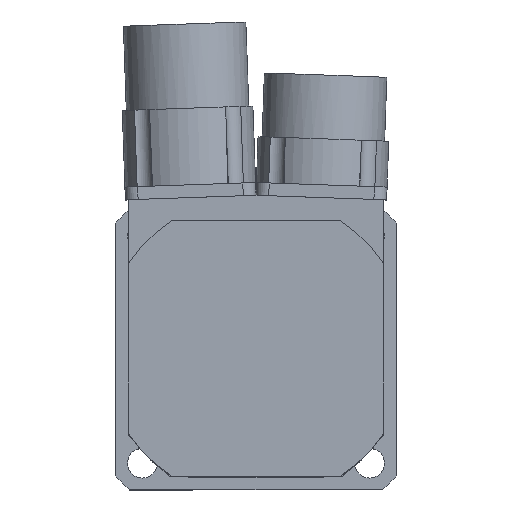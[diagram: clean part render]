
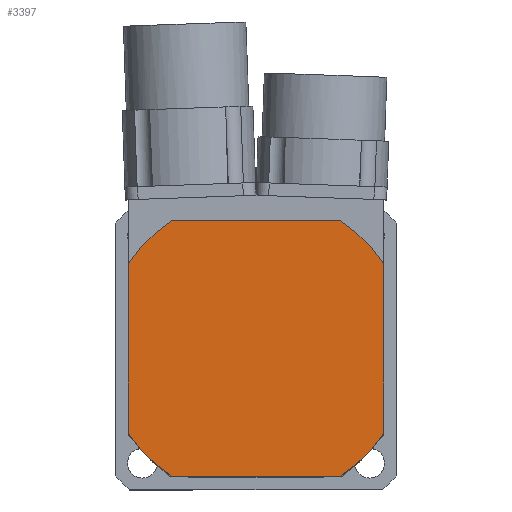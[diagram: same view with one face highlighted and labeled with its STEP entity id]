
A CAD part, top view. The second image highlights one B-rep face of the part: STEP entity #3397.
In plain terms, the highlighted planar face has unit normal (0, 0, 1).
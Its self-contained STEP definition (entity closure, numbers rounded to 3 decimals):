
#2194=CARTESIAN_POINT('',(-25.,-16.583,4.5));
#2195=VERTEX_POINT('',#2194);
#2202=CARTESIAN_POINT('',(-25.,16.583,4.5));
#2203=VERTEX_POINT('',#2202);
#2204=CARTESIAN_POINT('',(-25.,-16.583,4.5));
#2205=DIRECTION('',(0.0,1.0,0.0));
#2206=VECTOR('',#2205,33.166);
#2207=LINE('',#2204,#2206);
#2208=EDGE_CURVE('',#2195,#2203,#2207,.T.);
#2293=CARTESIAN_POINT('',(16.583,-25.,4.5));
#2294=VERTEX_POINT('',#2293);
#2301=CARTESIAN_POINT('',(-16.583,-25.,4.5));
#2302=VERTEX_POINT('',#2301);
#2303=CARTESIAN_POINT('',(16.583,-25.,4.5));
#2304=DIRECTION('',(-1.0,0.0,0.0));
#2305=VECTOR('',#2304,33.166);
#2306=LINE('',#2303,#2305);
#2307=EDGE_CURVE('',#2294,#2302,#2306,.T.);
#3223=CARTESIAN_POINT('',(16.583,25.0,4.5));
#3224=VERTEX_POINT('',#3223);
#3225=CARTESIAN_POINT('',(25.0,16.583,4.5));
#3226=VERTEX_POINT('',#3225);
#3227=CARTESIAN_POINT('',(0.0,0.0,4.5));
#3228=DIRECTION('',(0.0,0.0,-1.));
#3229=DIRECTION('',(-0.833,-0.553,0.0));
#3230=AXIS2_PLACEMENT_3D('',#3227,#3228,#3229);
#3231=CIRCLE('',#3230,30.0);
#3232=EDGE_CURVE('',#3224,#3226,#3231,.T.);
#3261=CARTESIAN_POINT('',(25.,-16.583,4.5));
#3262=VERTEX_POINT('',#3261);
#3263=CARTESIAN_POINT('',(25.0,16.583,4.5));
#3264=DIRECTION('',(0.0,-1.0,0.0));
#3265=VECTOR('',#3264,33.166);
#3266=LINE('',#3263,#3265);
#3267=EDGE_CURVE('',#3226,#3262,#3266,.T.);
#3299=CARTESIAN_POINT('',(0.0,0.0,4.5));
#3300=DIRECTION('',(0.0,0.0,-1.0));
#3301=DIRECTION('',(-0.553,0.833,0.0));
#3302=AXIS2_PLACEMENT_3D('',#3299,#3300,#3301);
#3303=CIRCLE('',#3302,30.0);
#3304=EDGE_CURVE('',#3262,#2294,#3303,.T.);
#3319=CARTESIAN_POINT('',(0.0,0.0,4.5));
#3320=DIRECTION('',(0.0,0.0,-1.0));
#3321=DIRECTION('',(0.833,0.553,0.0));
#3322=AXIS2_PLACEMENT_3D('',#3319,#3320,#3321);
#3323=CIRCLE('',#3322,30.);
#3324=EDGE_CURVE('',#2302,#2195,#3323,.T.);
#3345=CARTESIAN_POINT('',(-16.583,25.0,4.5));
#3346=VERTEX_POINT('',#3345);
#3347=CARTESIAN_POINT('',(0.0,0.0,4.5));
#3348=DIRECTION('',(0.0,0.0,-1.));
#3349=DIRECTION('',(0.553,-0.833,0.0));
#3350=AXIS2_PLACEMENT_3D('',#3347,#3348,#3349);
#3351=CIRCLE('',#3350,30.);
#3352=EDGE_CURVE('',#2203,#3346,#3351,.T.);
#3370=CARTESIAN_POINT('',(-16.583,25.0,4.5));
#3371=DIRECTION('',(1.0,0.0,0.0));
#3372=VECTOR('',#3371,33.166);
#3373=LINE('',#3370,#3372);
#3374=EDGE_CURVE('',#3346,#3224,#3373,.T.);
#3382=CARTESIAN_POINT('',(0.0,0.,4.5));
#3383=DIRECTION('',(0.0,0.0,1.0));
#3384=DIRECTION('',(1.0,0.0,0.0));
#3385=AXIS2_PLACEMENT_3D('',#3382,#3383,#3384);
#3386=PLANE('',#3385);
#3387=ORIENTED_EDGE('',*,*,#3232,.F.);
#3388=ORIENTED_EDGE('',*,*,#3374,.F.);
#3389=ORIENTED_EDGE('',*,*,#3352,.F.);
#3390=ORIENTED_EDGE('',*,*,#2208,.F.);
#3391=ORIENTED_EDGE('',*,*,#3324,.F.);
#3392=ORIENTED_EDGE('',*,*,#2307,.F.);
#3393=ORIENTED_EDGE('',*,*,#3304,.F.);
#3394=ORIENTED_EDGE('',*,*,#3267,.F.);
#3395=EDGE_LOOP('',(#3387,#3388,#3389,#3390,#3391,#3392,#3393,#3394));
#3396=FACE_OUTER_BOUND('',#3395,.T.);
#3397=ADVANCED_FACE('',(#3396),#3386,.T.);
